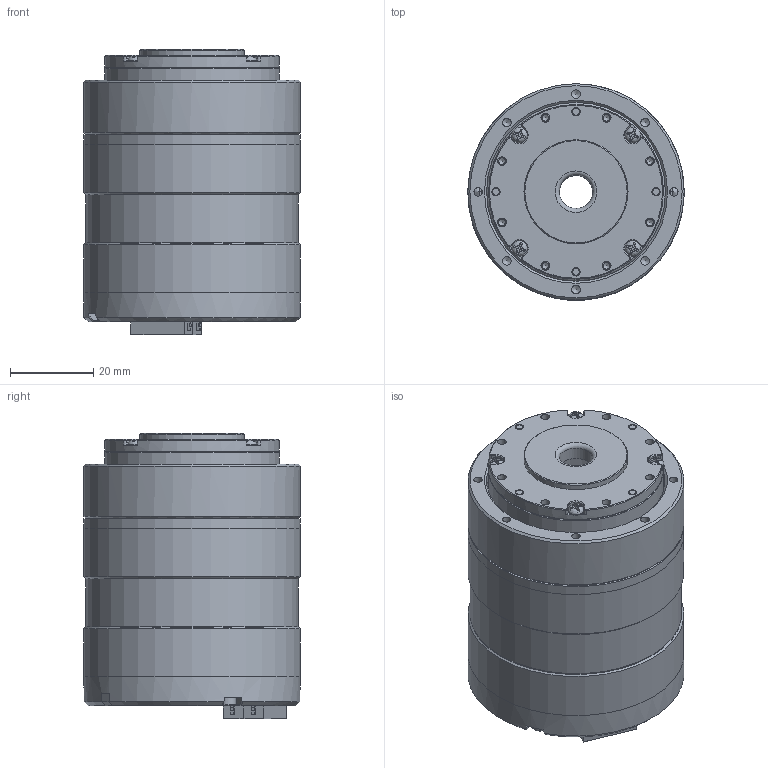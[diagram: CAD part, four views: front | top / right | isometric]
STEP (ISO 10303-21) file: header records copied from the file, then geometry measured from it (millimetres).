
FILE_DESCRIPTION(/* description */ ('','CAx-IF Rec.Pracs.---Representation and Presentation of Product Manufacturing Information (PMI)---4.0---2014-10-13'),/* implementation_level */ '2;1');
FILE_NAME(/* name */ 'TA11.step',/* time_stamp */ '2025-01-15T21:07:25+08:00',/* author */ (''),/* organization */ (''),/* preprocessor_version */ 'ST-DEVELOPER v20',/* originating_system */ 'Autodesk Translation Framework v13.20.0.188',/* authorisation */ '');
FILE_SCHEMA (('AP242_MANAGED_MODEL_BASED_3D_ENGINEERING_MIM_LF { 1 0 10303 442 1 1 4 }'));
Products named in the file (36): TA11; E43-H1411-2BS-000; E43-H1411-2BS_001; SHD-1411-2B-100_îAÔO; SHD-1411½»²æÖá³Ð_î
AÔO; SHD-1411_001; SHD-1411_002; M1.6-ÂÝ¶¤_îAÔO; B-2.5-¹öÖé_îAÔO; 2.5-¹öÖé_îAÔO; SHD-1411_004; 40x1.5OÐÍÈ¦_îAÔO; SHD-1411_003; Ô²Í·M2¡Á5_îAÔO; E43-H1411-2BS_002; PCB; Board; Open CASCADE STEP translator 7.5 5.1.1; Open CASCADE STEP translator 7.5 5.1.2; Open CASCADE STEP translator 7.5 5.1.3; T12; bm12_asm; BM12B-SRSS-TB; P31; P30; xt30-2-2-li-asm_asm; XT30_2_2_PB-M_3D_DRAWING_2_; T5; bm05_asm; BM05B-SRSS-TB; TA11后盖; 导光柱 v2; 螺丝组件; Ô²Í·M2¡Á6_îAÔO; Ïú¶¤¦Õ2¡Á5.5; CB2-4
Assembly tree (92 placements, depth 6):
  TA11
    E43-H1411-2BS-000
      E43-H1411-2BS_001
      SHD-1411-2B-100_îAÔO
        SHD-1411½»²æÖá³Ð_î
AÔO
          SHD-1411_001
          SHD-1411_002
          B-2.5-¹öÖé_îAÔO  x24
          2.5-¹öÖé_îAÔO  x24
          M1.6-ÂÝ¶¤_îAÔO
          SHD-1411_004
        40x1.5OÐÍÈ¦_îAÔO
        SHD-1411_003
        Ô²Í·M2¡Á5_îAÔO  x4
      E43-H1411-2BS_002
      PCB
        Board
          Open CASCADE STEP translator 7.5 5.1.1
          Open CASCADE STEP translator 7.5 5.1.2
          Open CASCADE STEP translator 7.5 5.1.3
        T12
          bm12_asm
            BM12B-SRSS-TB
        P31
          xt30-2-2-li-asm_asm
            XT30_2_2_PB-M_3D_DRAWING_2_
        P30
          xt30-2-2-li-asm_asm
            XT30_2_2_PB-M_3D_DRAWING_2_
        T5
          bm05_asm
            BM05B-SRSS-TB
      TA11后盖
        导光柱 v2
      螺丝组件
        Ô²Í·M2¡Á6_îAÔO  x4
        Ïú¶¤¦Õ2¡Á5.5  x4
        CB2-4  x2
Bounding box: 52 x 52 x 68.64 mm (x, y, z)
Volume: 31163.3 mm3; surface area: 48962.6 mm2
Topology: 79 solids, 79 shells, 2978 faces, 7887 edges, 5005 vertices
Faces by surface type: plane 1821, cylinder 593, cone 426, torus 106, bspline 32
Full cylindrical faces by diameter (mm): 0.3 x16, 0.4 x48, 0.6 x6, 0.7 x4, 1.25 x1, 1.6 x21, 1.8 x1, 1.9 x4, 2 x34, 2.05 x16, 2.1 x12, 2.3 x4, 2.4 x2, 2.45 x8, 2.5 x48, 2.6 x8, 2.8 x1, 3.3 x1, 3.8 x10, 8 x3, 25 x1, 33.896 x1, 34.245 x1, 35.08 x1, 35.207 x1, 35.5 x1, 36 x1, 38.8 x1, 40.1 x1, 42 x4
Entity records: 65921 total; most frequent: CARTESIAN_POINT 14597, ORIENTED_EDGE 10280, DIRECTION 10208, EDGE_CURVE 5140, AXIS2_PLACEMENT_3D 3437, LINE 3334, VECTOR 3334, VERTEX_POINT 3298
